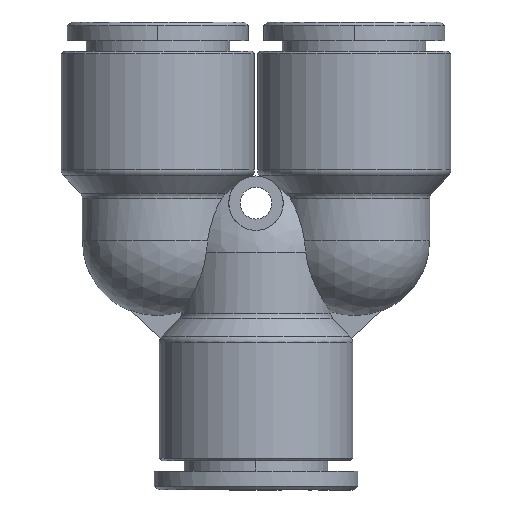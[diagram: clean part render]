
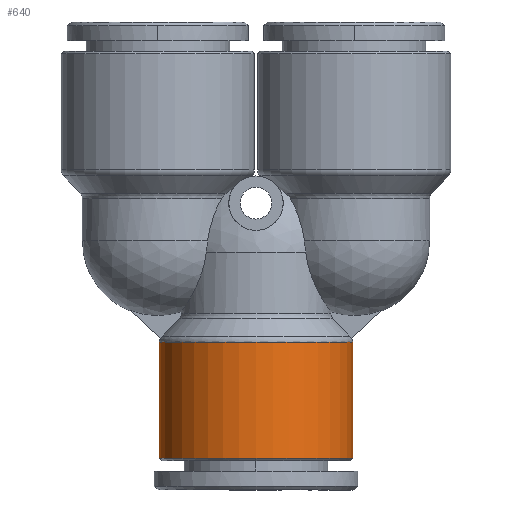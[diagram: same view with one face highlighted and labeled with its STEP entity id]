
A CAD part, front view. The second image highlights one B-rep face of the part: STEP entity #640.
In plain terms, the highlighted cylindrical face has radius 12.8 mm (diameter 25.6 mm), a partial arc.
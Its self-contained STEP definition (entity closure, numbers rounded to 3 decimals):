
#590=CARTESIAN_POINT('',(15.5,0.,13.));
#591=DIRECTION('',(1.0,0.0,0.0));
#592=DIRECTION('',(0.0,0.0,1.0));
#593=AXIS2_PLACEMENT_3D('',#590,#591,#592);
#594=CYLINDRICAL_SURFACE('',#593,12.8);
#595=CARTESIAN_POINT('',(8.894,0.,25.8));
#596=VERTEX_POINT('',#595);
#597=CARTESIAN_POINT('',(24.3,0.,25.8));
#598=VERTEX_POINT('',#597);
#599=CARTESIAN_POINT('',(8.894,0.,25.8));
#600=DIRECTION('',(1.0,0.0,0.0));
#601=VECTOR('',#600,15.406);
#602=LINE('',#599,#601);
#603=EDGE_CURVE('',#596,#598,#602,.T.);
#604=ORIENTED_EDGE('',*,*,#603,.F.);
#605=CARTESIAN_POINT('',(8.894,0.,0.2));
#606=VERTEX_POINT('',#605);
#607=CARTESIAN_POINT('',(8.894,0.,13.));
#608=DIRECTION('',(-1.0,0.0,0.0));
#609=DIRECTION('',(0.0,0.0,-1.0));
#610=AXIS2_PLACEMENT_3D('',#607,#608,#609);
#611=CIRCLE('',#610,12.8);
#612=EDGE_CURVE('',#606,#596,#611,.T.);
#613=ORIENTED_EDGE('',*,*,#612,.F.);
#614=CARTESIAN_POINT('',(24.3,0.,0.2));
#615=VERTEX_POINT('',#614);
#616=CARTESIAN_POINT('',(24.3,0.,0.2));
#617=DIRECTION('',(-1.0,0.0,0.0));
#618=VECTOR('',#617,15.406);
#619=LINE('',#616,#618);
#620=EDGE_CURVE('',#615,#606,#619,.T.);
#621=ORIENTED_EDGE('',*,*,#620,.F.);
#622=CARTESIAN_POINT('',(24.3,-12.8,13.));
#623=VERTEX_POINT('',#622);
#624=CARTESIAN_POINT('',(24.3,0.,13.));
#625=DIRECTION('',(1.0,0.0,0.0));
#626=DIRECTION('',(0.0,1.0,0.0));
#627=AXIS2_PLACEMENT_3D('',#624,#625,#626);
#628=CIRCLE('',#627,12.8);
#629=EDGE_CURVE('',#623,#615,#628,.T.);
#630=ORIENTED_EDGE('',*,*,#629,.F.);
#631=CARTESIAN_POINT('',(24.3,0.,13.));
#632=DIRECTION('',(1.0,0.0,0.0));
#633=DIRECTION('',(0.0,1.0,0.0));
#634=AXIS2_PLACEMENT_3D('',#631,#632,#633);
#635=CIRCLE('',#634,12.8);
#636=EDGE_CURVE('',#598,#623,#635,.T.);
#637=ORIENTED_EDGE('',*,*,#636,.F.);
#638=EDGE_LOOP('',(#604,#613,#621,#630,#637));
#639=FACE_OUTER_BOUND('',#638,.T.);
#640=ADVANCED_FACE('',(#639),#594,.T.);
